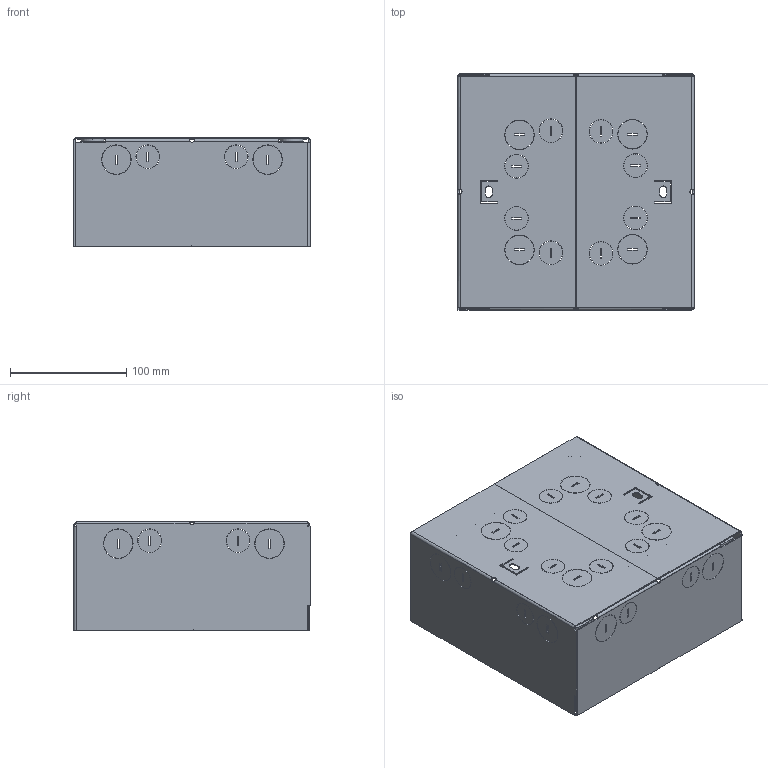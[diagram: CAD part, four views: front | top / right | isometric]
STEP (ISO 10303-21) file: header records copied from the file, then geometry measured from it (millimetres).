
FILE_DESCRIPTION((''),'2;1');
FILE_NAME('T-00757_ASM','2022-10-20T11:38:55',('letterg'),(''),'CREO PARAMETRIC BY PTC INC, 2022024','CREO PARAMETRIC BY PTC INC, 2022024','');
FILE_SCHEMA(('AUTOMOTIVE_DESIGN { 1 0 10303 214 1 1 1 1 }'));
Length unit declared in the file: millimetre
Products named in the file (6): T-00657; 60449-M; 60450-M; T-00714; U09096; T-00757_ASM
Assembly tree (17 placements, depth 2):
  T-00757_ASM
    T-00657
    60449-M  x4
    60450-M  x4
    T-00714  x4
    U09096  x4
Bounding box: 203 x 203.25 x 93.5 mm (x, y, z)
Volume: 151988.4 mm3; surface area: 276814.2 mm2
Topology: 17 solids, 17 shells, 1010 faces, 2848 edges, 1868 vertices
Faces by surface type: plane 556, cylinder 250, cone 116, torus 72, bspline 16
Entity records: 22647 total; most frequent: CARTESIAN_POINT 4958, ORIENTED_EDGE 3524, DIRECTION 3411, EDGE_CURVE 1762, VECTOR 1273, LINE 1273, VERTEX_POINT 1148, AXIS2_PLACEMENT_3D 1069
